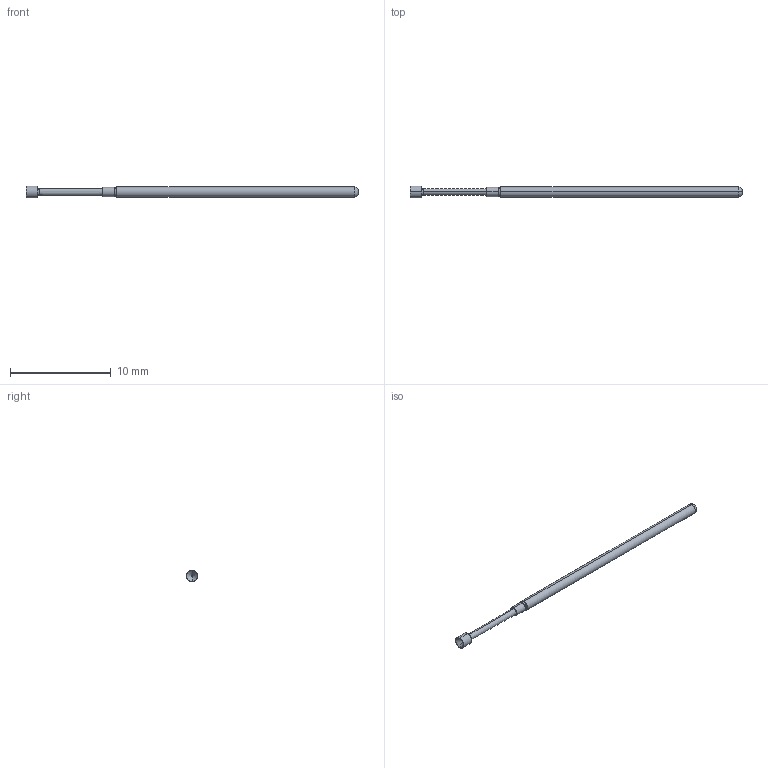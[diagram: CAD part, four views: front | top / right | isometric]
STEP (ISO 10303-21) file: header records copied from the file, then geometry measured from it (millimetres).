
FILE_DESCRIPTION (( 'STEP AP214' ), '1' );
FILE_NAME ('075-2522.STEP', '2022-01-12T23:11:23', ( '' ), ( '' ), 'SwSTEP 2.0', 'SolidWorks 2020', '' );
FILE_SCHEMA (( 'AUTOMOTIVE_DESIGN' ));
Length unit declared in the file: inch
Products named in the file (1): 075-2522
Bounding box: 33.02 x 1.17 x 1.17 mm (x, y, z)
Volume: 23.9 mm3; surface area: 101.3 mm2
Topology: 1 solids, 1 shells, 32 faces, 62 edges, 34 vertices
Faces by surface type: cone 12, torus 8, cylinder 8, plane 4
Entity records: 1268 total; most frequent: DIRECTION 170, CARTESIAN_POINT 129, ORIENTED_EDGE 124, AXIS2_PLACEMENT_3D 75, EDGE_CURVE 62, CIRCLE 42, DIMENSIONAL_EXPONENTS 35, LENGTH_MEASURE_WITH_UNIT 35
